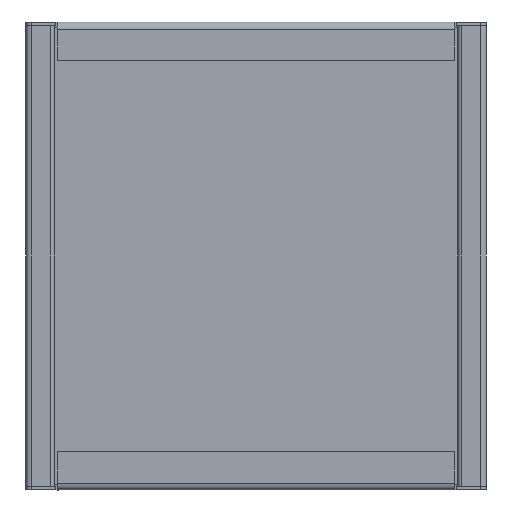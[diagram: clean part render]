
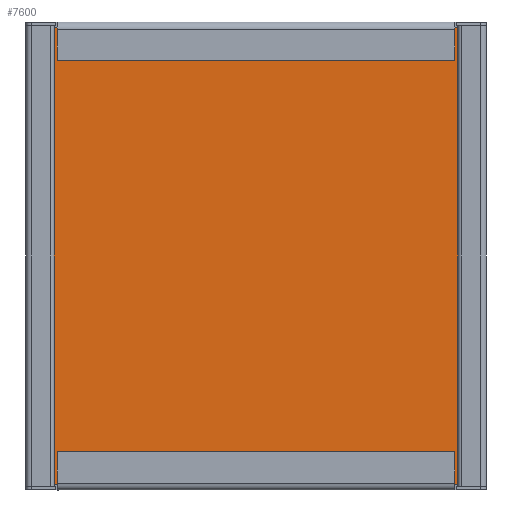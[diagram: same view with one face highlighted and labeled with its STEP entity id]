
A CAD part, front view. The second image highlights one B-rep face of the part: STEP entity #7600.
In plain terms, the highlighted planar face has unit normal (0, -1, 0).
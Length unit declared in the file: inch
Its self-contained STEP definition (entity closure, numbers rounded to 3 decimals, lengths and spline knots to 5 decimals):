
#130 = DIRECTION ( 'NONE',  ( 0., 0., -1. ) ) ;
#661 = CARTESIAN_POINT ( 'NONE',  ( 0., -0.064, -5.959 ) ) ;
#971 = DIRECTION ( 'NONE',  ( 0., 0., -1. ) ) ;
#1174 = EDGE_CURVE ( 'NONE', #32962, #8782, #7063, .T. ) ;
#1563 = LINE ( 'NONE', #27480, #25005 ) ;
#1562 = VECTOR ( 'NONE', #16364, 39.37008 ) ;
#1585 = CARTESIAN_POINT ( 'NONE',  ( 0., -0.064, 0. ) ) ;
#1602 = DIRECTION ( 'NONE',  ( 0., 0., -1. ) ) ;
#1829 = VERTEX_POINT ( 'NONE', #31704 ) ;
#1857 = CARTESIAN_POINT ( 'NONE',  ( 5.5325, -0.064, -0.625 ) ) ;
#2021 = AXIS2_PLACEMENT_3D ( 'NONE', #15235, #12032, #12462 ) ;
#2141 = CIRCLE ( 'NONE', #24519, 0.02 ) ;
#2894 = ORIENTED_EDGE ( 'NONE', *, *, #26426, .F. ) ;
#3024 = ORIENTED_EDGE ( 'NONE', *, *, #24129, .T. ) ;
#3231 = VECTOR ( 'NONE', #21825, 39.37008 ) ;
#4230 = CARTESIAN_POINT ( 'NONE',  ( 5.5325, -0.064, -5.619 ) ) ;
#4285 = CARTESIAN_POINT ( 'NONE',  ( 0.02, -0.064, -5.979 ) ) ;
#4480 = ORIENTED_EDGE ( 'NONE', *, *, #16376, .T. ) ;
#4568 = DIRECTION ( 'NONE',  ( 0., -1., 0. ) ) ;
#4827 = VECTOR ( 'NONE', #20779, 39.37008 ) ;
#4846 = DIRECTION ( 'NONE',  ( 1., 0., 0. ) ) ;
#4983 = DIRECTION ( 'NONE',  ( 0., 0., 1. ) ) ;
#5164 = EDGE_CURVE ( 'NONE', #25814, #11740, #41426, .T. ) ;
#5173 = ORIENTED_EDGE ( 'NONE', *, *, #17121, .T. ) ;
#5499 = VERTEX_POINT ( 'NONE', #37762 ) ;
#5600 = AXIS2_PLACEMENT_3D ( 'NONE', #30140, #26949, #23554 ) ;
#5609 = ORIENTED_EDGE ( 'NONE', *, *, #7891, .T. ) ;
#5864 = VERTEX_POINT ( 'NONE', #11240 ) ;
#5923 = CARTESIAN_POINT ( 'NONE',  ( 0.02, -0.064, -0.015 ) ) ;
#6080 = PLANE ( 'NONE',  #2021 ) ;
#6292 = CARTESIAN_POINT ( 'NONE',  ( 0.02, -0.064, -5.959 ) ) ;
#6325 = LINE ( 'NONE', #32424, #23288 ) ;
#6351 = EDGE_LOOP ( 'NONE', ( #8679, #26957, #23043, #33344, #2894, #31492, #5173, #41048 ) ) ;
#6797 = VERTEX_POINT ( 'NONE', #18589 ) ;
#7063 = CIRCLE ( 'NONE', #9077, 0.02 ) ;
#7407 = LINE ( 'NONE', #4230, #4827 ) ;
#7600 = ADVANCED_FACE ( 'NONE', ( #19047, #27989, #34969 ), #6080, .T. ) ;
#7891 = EDGE_CURVE ( 'NONE', #11740, #6797, #40471, .T. ) ;
#7965 = VERTEX_POINT ( 'NONE', #17966 ) ;
#8029 = ORIENTED_EDGE ( 'NONE', *, *, #16216, .T. ) ;
#8679 = ORIENTED_EDGE ( 'NONE', *, *, #17651, .F. ) ;
#8782 = VERTEX_POINT ( 'NONE', #4285 ) ;
#9077 = AXIS2_PLACEMENT_3D ( 'NONE', #6292, #16264, #130 ) ;
#9868 = VERTEX_POINT ( 'NONE', #14361 ) ;
#9904 = CARTESIAN_POINT ( 'NONE',  ( 0., -0.064, -0.015 ) ) ;
#9925 = CARTESIAN_POINT ( 'NONE',  ( 5.72, -0.064, 0. ) ) ;
#10468 = CARTESIAN_POINT ( 'NONE',  ( 5.6575, -0.064, -0.375 ) ) ;
#10545 = CARTESIAN_POINT ( 'NONE',  ( 5.6575, -0.064, -0.375 ) ) ;
#11003 = AXIS2_PLACEMENT_3D ( 'NONE', #40290, #4568, #1602 ) ;
#11225 = LINE ( 'NONE', #20981, #22211 ) ;
#11240 = CARTESIAN_POINT ( 'NONE',  ( 5.6575, -0.064, -5.619 ) ) ;
#11694 = DIRECTION ( 'NONE',  ( 0., 0., -1. ) ) ;
#11740 = VERTEX_POINT ( 'NONE', #10468 ) ;
#12032 = DIRECTION ( 'NONE',  ( 0., -1., 0. ) ) ;
#12267 = LINE ( 'NONE', #1857, #36181 ) ;
#12268 = EDGE_CURVE ( 'NONE', #5499, #7965, #11225, .T. ) ;
#12462 = DIRECTION ( 'NONE',  ( 0., 0., -1. ) ) ;
#12501 = VECTOR ( 'NONE', #4983, 39.37008 ) ;
#12752 = EDGE_LOOP ( 'NONE', ( #5609, #8029, #40352, #27134 ) ) ;
#13309 = EDGE_LOOP ( 'NONE', ( #40022, #17860, #4480, #3024 ) ) ;
#14361 = CARTESIAN_POINT ( 'NONE',  ( 5.72, -0.064, -0.035 ) ) ;
#14406 = LINE ( 'NONE', #24156, #3231 ) ;
#14497 = EDGE_CURVE ( 'NONE', #9868, #1829, #2141, .T. ) ;
#14585 = CARTESIAN_POINT ( 'NONE',  ( 0., -0.064, -0.035 ) ) ;
#14721 = DIRECTION ( 'NONE',  ( 1., 0., 0. ) ) ;
#14898 = VERTEX_POINT ( 'NONE', #25014 ) ;
#15235 = CARTESIAN_POINT ( 'NONE',  ( 0., -0.064, -5.994 ) ) ;
#15351 = VECTOR ( 'NONE', #32202, 39.37008 ) ;
#15535 = VECTOR ( 'NONE', #16533, 39.37008 ) ;
#16026 = EDGE_CURVE ( 'NONE', #19780, #35510, #37511, .T. ) ;
#16216 = EDGE_CURVE ( 'NONE', #6797, #22778, #12267, .T. ) ;
#16264 = DIRECTION ( 'NONE',  ( 0., -1., 0. ) ) ;
#16364 = DIRECTION ( 'NONE',  ( -1., 0., 0. ) ) ;
#16376 = EDGE_CURVE ( 'NONE', #7965, #5864, #6325, .T. ) ;
#16533 = DIRECTION ( 'NONE',  ( 0., 0., -1. ) ) ;
#17121 = EDGE_CURVE ( 'NONE', #8782, #32430, #1563, .T. ) ;
#17651 = EDGE_CURVE ( 'NONE', #9868, #14898, #39045, .T. ) ;
#17860 = ORIENTED_EDGE ( 'NONE', *, *, #12268, .T. ) ;
#17966 = CARTESIAN_POINT ( 'NONE',  ( 5.6575, -0.064, -5.369 ) ) ;
#18275 = DIRECTION ( 'NONE',  ( 0., -1., 0. ) ) ;
#18589 = CARTESIAN_POINT ( 'NONE',  ( 5.6575, -0.064, -0.625 ) ) ;
#18853 = CARTESIAN_POINT ( 'NONE',  ( 5.5325, -0.064, -0.625 ) ) ;
#19047 = FACE_BOUND ( 'NONE', #13309, .T. ) ;
#19780 = VERTEX_POINT ( 'NONE', #5923 ) ;
#20779 = DIRECTION ( 'NONE',  ( 0., 0., 1. ) ) ;
#20981 = CARTESIAN_POINT ( 'NONE',  ( 5.5325, -0.064, -5.369 ) ) ;
#21825 = DIRECTION ( 'NONE',  ( 0., 0., 1. ) ) ;
#22211 = VECTOR ( 'NONE', #4846, 39.37008 ) ;
#22741 = LINE ( 'NONE', #26555, #1562 ) ;
#22778 = VERTEX_POINT ( 'NONE', #18853 ) ;
#22855 = LINE ( 'NONE', #9904, #15351 ) ;
#23043 = ORIENTED_EDGE ( 'NONE', *, *, #39141, .T. ) ;
#23288 = VECTOR ( 'NONE', #28631, 39.37008 ) ;
#23554 = DIRECTION ( 'NONE',  ( 0., 0., -1. ) ) ;
#23764 = VECTOR ( 'NONE', #971, 39.37008 ) ;
#24129 = EDGE_CURVE ( 'NONE', #5864, #32093, #22741, .T. ) ;
#24156 = CARTESIAN_POINT ( 'NONE',  ( 5.5325, -0.064, -0.375 ) ) ;
#24519 = AXIS2_PLACEMENT_3D ( 'NONE', #28057, #18275, #11694 ) ;
#25005 = VECTOR ( 'NONE', #14721, 39.37008 ) ;
#25014 = CARTESIAN_POINT ( 'NONE',  ( 5.72, -0.064, -5.959 ) ) ;
#25814 = VERTEX_POINT ( 'NONE', #29742 ) ;
#26426 = EDGE_CURVE ( 'NONE', #32962, #35510, #27929, .T. ) ;
#26555 = CARTESIAN_POINT ( 'NONE',  ( 5.5325, -0.064, -5.619 ) ) ;
#26949 = DIRECTION ( 'NONE',  ( 0., -1., 0. ) ) ;
#26957 = ORIENTED_EDGE ( 'NONE', *, *, #14497, .T. ) ;
#27134 = ORIENTED_EDGE ( 'NONE', *, *, #5164, .T. ) ;
#27480 = CARTESIAN_POINT ( 'NONE',  ( 0., -0.064, -5.979 ) ) ;
#27929 = LINE ( 'NONE', #1585, #12501 ) ;
#27989 = FACE_BOUND ( 'NONE', #12752, .T. ) ;
#28057 = CARTESIAN_POINT ( 'NONE',  ( 5.7, -0.064, -0.035 ) ) ;
#28620 = CIRCLE ( 'NONE', #11003, 0.02 ) ;
#28631 = DIRECTION ( 'NONE',  ( 0., 0., -1. ) ) ;
#29306 = DIRECTION ( 'NONE',  ( 1., 0., 0. ) ) ;
#29742 = CARTESIAN_POINT ( 'NONE',  ( 5.5325, -0.064, -0.375 ) ) ;
#30140 = CARTESIAN_POINT ( 'NONE',  ( 0.02, -0.064, -0.035 ) ) ;
#31492 = ORIENTED_EDGE ( 'NONE', *, *, #1174, .T. ) ;
#31704 = CARTESIAN_POINT ( 'NONE',  ( 5.7, -0.064, -0.015 ) ) ;
#31962 = VECTOR ( 'NONE', #29306, 39.37008 ) ;
#32093 = VERTEX_POINT ( 'NONE', #42041 ) ;
#32202 = DIRECTION ( 'NONE',  ( -1., 0., 0. ) ) ;
#32276 = EDGE_CURVE ( 'NONE', #22778, #25814, #14406, .T. ) ;
#32424 = CARTESIAN_POINT ( 'NONE',  ( 5.6575, -0.064, -5.619 ) ) ;
#32430 = VERTEX_POINT ( 'NONE', #35614 ) ;
#32688 = EDGE_CURVE ( 'NONE', #32430, #14898, #28620, .T. ) ;
#32962 = VERTEX_POINT ( 'NONE', #661 ) ;
#33344 = ORIENTED_EDGE ( 'NONE', *, *, #16026, .T. ) ;
#33433 = EDGE_CURVE ( 'NONE', #32093, #5499, #7407, .T. ) ;
#34969 = FACE_OUTER_BOUND ( 'NONE', #6351, .T. ) ;
#35235 = CARTESIAN_POINT ( 'NONE',  ( 5.5325, -0.064, -0.375 ) ) ;
#35510 = VERTEX_POINT ( 'NONE', #14585 ) ;
#35614 = CARTESIAN_POINT ( 'NONE',  ( 5.7, -0.064, -5.979 ) ) ;
#36181 = VECTOR ( 'NONE', #40759, 39.37008 ) ;
#37511 = CIRCLE ( 'NONE', #5600, 0.02 ) ;
#37762 = CARTESIAN_POINT ( 'NONE',  ( 5.5325, -0.064, -5.369 ) ) ;
#39045 = LINE ( 'NONE', #9925, #15535 ) ;
#39141 = EDGE_CURVE ( 'NONE', #1829, #19780, #22855, .T. ) ;
#40022 = ORIENTED_EDGE ( 'NONE', *, *, #33433, .T. ) ;
#40290 = CARTESIAN_POINT ( 'NONE',  ( 5.7, -0.064, -5.959 ) ) ;
#40352 = ORIENTED_EDGE ( 'NONE', *, *, #32276, .T. ) ;
#40471 = LINE ( 'NONE', #10545, #23764 ) ;
#40759 = DIRECTION ( 'NONE',  ( -1., 0., 0. ) ) ;
#41048 = ORIENTED_EDGE ( 'NONE', *, *, #32688, .T. ) ;
#41426 = LINE ( 'NONE', #35235, #31962 ) ;
#42041 = CARTESIAN_POINT ( 'NONE',  ( 5.5325, -0.064, -5.619 ) ) ;
